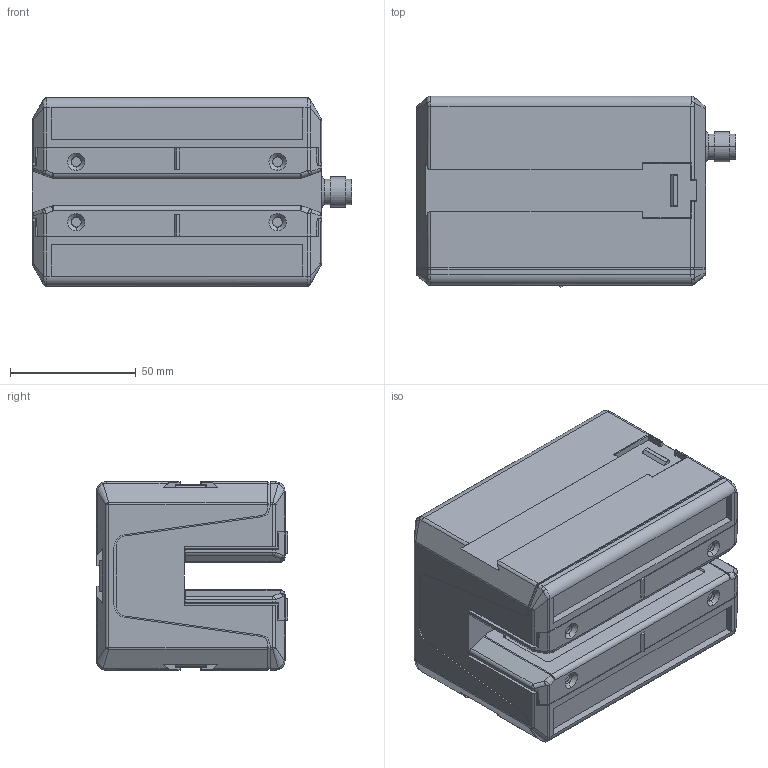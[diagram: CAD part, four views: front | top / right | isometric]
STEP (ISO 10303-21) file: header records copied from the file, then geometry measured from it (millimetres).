
FILE_DESCRIPTION((''),'2;1');
FILE_NAME('_07AZV2_ASM','2007-11-18T',('IndustrieHansa'),('Pepperl+Fuchs'),'PRO/ENGINEER BY PARAMETRIC TECHNOLOGY CORPORATION, 2006420','PRO/ENGINEER BY PARAMETRIC TECHNOLOGY CORPORATION, 2006420','');
FILE_SCHEMA(('AUTOMOTIVE_DESIGN_CC2 { 1 2 10303 214 -1 1 5 2 }'));
Length unit declared in the file: millimetre
Products named in the file (2): _07AZV2; _07AZV2_ASM
Assembly tree (1 placements, depth 2):
  _07AZV2_ASM
    _07AZV2
Bounding box: 127 x 76 x 75 mm (x, y, z)
Volume: 559281.9 mm3; surface area: 59814.9 mm2
Topology: 1 solids, 1 shells, 520 faces, 1359 edges, 849 vertices
Faces by surface type: plane 221, cylinder 181, bspline 52, cone 38, torus 18, sphere 10
Entity records: 22548 total; most frequent: CARTESIAN_POINT 5824, ORIENTED_EDGE 2698, DIRECTION 2442, PRESENTATION_STYLE_ASSIGNMENT 1383, STYLED_ITEM 1350, CURVE_STYLE 1349, EDGE_CURVE 1349, VERTEX_POINT 849
